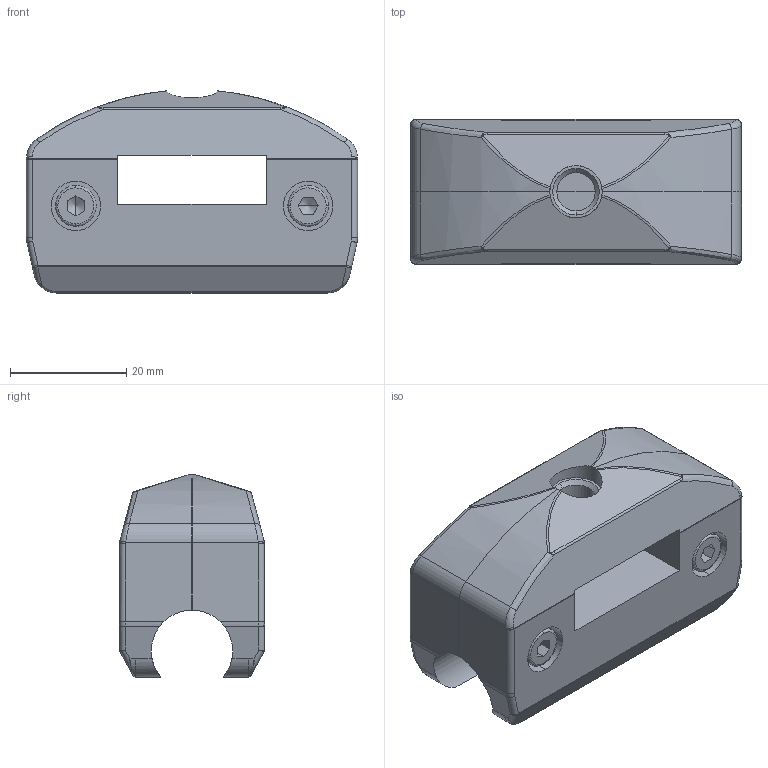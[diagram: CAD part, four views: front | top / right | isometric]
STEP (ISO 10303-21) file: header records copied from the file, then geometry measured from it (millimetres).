
FILE_DESCRIPTION (( 'STEP AP214' ), '1' );
FILE_NAME ('Rexnord-57211.STEP', '2023-08-01T12:14:07', ( '' ), ( '' ), 'SwSTEP 2.0', 'SolidWorks 2022', '' );
FILE_SCHEMA (( 'AUTOMOTIVE_DESIGN' ));
Length unit declared in the file: millimetre
Products named in the file (5): Rexnord-57211_M8 NUT; Rexnord-57211_S0159_1_57211; Rexnord-57211_M4-16; Rexnord-57211_NUT; Rexnord-57211
Assembly tree (6 placements, depth 2):
  Rexnord-57211
    Rexnord-57211_S0159_1_57211
    Rexnord-57211_NUT  x2
    Rexnord-57211_M4-16  x2
    Rexnord-57211_M8 NUT
Bounding box: 57 x 25 x 34.78 mm (x, y, z)
Volume: 28132.8 mm3; surface area: 14036.9 mm2
Topology: 7 solids, 7 shells, 284 faces, 696 edges, 410 vertices
Faces by surface type: plane 96, cylinder 78, cone 62, bspline 44, torus 4
Entity records: 8283 total; most frequent: CARTESIAN_POINT 2440, ORIENTED_EDGE 1146, DIRECTION 982, EDGE_CURVE 573, AXIS2_PLACEMENT_3D 366, VERTEX_POINT 348, EDGE_LOOP 255, LINE 250
